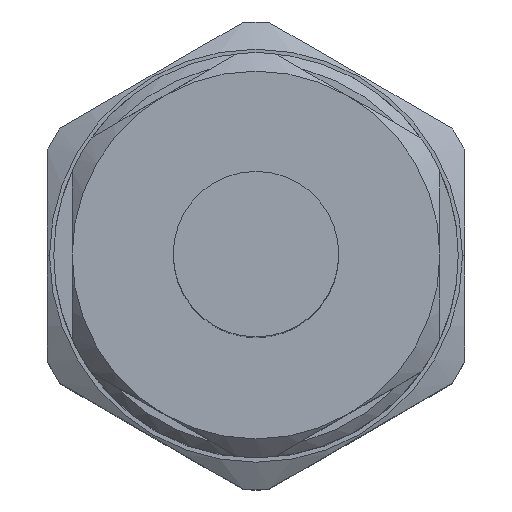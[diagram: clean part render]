
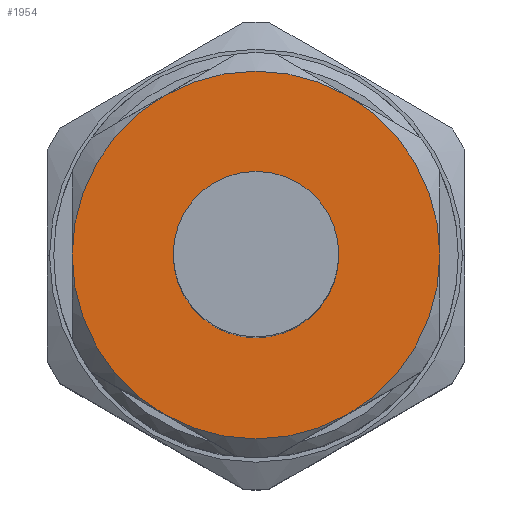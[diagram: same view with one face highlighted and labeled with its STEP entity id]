
A CAD part, top view. The second image highlights one B-rep face of the part: STEP entity #1954.
In plain terms, the highlighted planar face has unit normal (0, 0, 1).
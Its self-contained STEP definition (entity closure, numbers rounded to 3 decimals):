
#237 = DIRECTION ( 'NONE',  ( 0., 0., -1. ) ) ;
#239 = CARTESIAN_POINT ( 'NONE',  ( -3.5, 0., -10. ) ) ;
#267 = CARTESIAN_POINT ( 'NONE',  ( 0., 0., -10. ) ) ;
#381 = FACE_OUTER_BOUND ( 'NONE', #1452, .T. ) ;
#407 = CIRCLE ( 'NONE', #1593, 3.5 ) ;
#430 = ORIENTED_EDGE ( 'NONE', *, *, #3057, .T. ) ;
#486 = AXIS2_PLACEMENT_3D ( 'NONE', #761, #1241, #2928 ) ;
#506 = DIRECTION ( 'NONE',  ( -1., 0., 0. ) ) ;
#626 = AXIS2_PLACEMENT_3D ( 'NONE', #2994, #788, #2443 ) ;
#646 = DIRECTION ( 'NONE',  ( 0., 0., -1. ) ) ;
#705 = EDGE_CURVE ( 'NONE', #1793, #1755, #1754, .T. ) ;
#710 = CARTESIAN_POINT ( 'NONE',  ( 0., 0., -10. ) ) ;
#715 = VERTEX_POINT ( 'NONE', #2469 ) ;
#724 = CARTESIAN_POINT ( 'NONE',  ( -1.75, 3.031, -10. ) ) ;
#761 = CARTESIAN_POINT ( 'NONE',  ( 0., 3.5, -10. ) ) ;
#788 = DIRECTION ( 'NONE',  ( 0., 0., -1. ) ) ;
#812 = ORIENTED_EDGE ( 'NONE', *, *, #2578, .T. ) ;
#866 = DIRECTION ( 'NONE',  ( 0., 0., -1. ) ) ;
#888 = CARTESIAN_POINT ( 'NONE',  ( 1.75, 3.031, -10. ) ) ;
#943 = DIRECTION ( 'NONE',  ( -1., 0., 0. ) ) ;
#952 = CIRCLE ( 'NONE', #2115, 3.5 ) ;
#969 = DIRECTION ( 'NONE',  ( 0., 0., -1. ) ) ;
#982 = CARTESIAN_POINT ( 'NONE',  ( 0., 0., -10. ) ) ;
#1004 = VERTEX_POINT ( 'NONE', #2384 ) ;
#1028 = CIRCLE ( 'NONE', #1848, 1.575 ) ;
#1217 = DIRECTION ( 'NONE',  ( -1., 0., 0. ) ) ;
#1241 = DIRECTION ( 'NONE',  ( 0., 0., 1. ) ) ;
#1244 = ORIENTED_EDGE ( 'NONE', *, *, #1880, .F. ) ;
#1345 = EDGE_CURVE ( 'NONE', #1004, #1793, #952, .T. ) ;
#1348 = ORIENTED_EDGE ( 'NONE', *, *, #705, .F. ) ;
#1452 = EDGE_LOOP ( 'NONE', ( #1244, #1348, #1716, #1586, #1540, #2552 ) ) ;
#1540 = ORIENTED_EDGE ( 'NONE', *, *, #2198, .F. ) ;
#1572 = VERTEX_POINT ( 'NONE', #3047 ) ;
#1586 = ORIENTED_EDGE ( 'NONE', *, *, #2794, .F. ) ;
#1593 = AXIS2_PLACEMENT_3D ( 'NONE', #982, #2675, #1217 ) ;
#1604 = VERTEX_POINT ( 'NONE', #888 ) ;
#1620 = CIRCLE ( 'NONE', #3069, 3.5 ) ;
#1674 = AXIS2_PLACEMENT_3D ( 'NONE', #710, #2390, #943 ) ;
#1675 = CARTESIAN_POINT ( 'NONE',  ( 0., 0., -10. ) ) ;
#1712 = PLANE ( 'NONE',  #486 ) ;
#1716 = ORIENTED_EDGE ( 'NONE', *, *, #1345, .F. ) ;
#1746 = CIRCLE ( 'NONE', #1674, 3.5 ) ;
#1754 = CIRCLE ( 'NONE', #626, 3.5 ) ;
#1755 = VERTEX_POINT ( 'NONE', #239 ) ;
#1793 = VERTEX_POINT ( 'NONE', #2850 ) ;
#1815 = AXIS2_PLACEMENT_3D ( 'NONE', #2083, #646, #2322 ) ;
#1825 = EDGE_CURVE ( 'NONE', #2733, #1604, #1746, .T. ) ;
#1848 = AXIS2_PLACEMENT_3D ( 'NONE', #1675, #237, #1916 ) ;
#1880 = EDGE_CURVE ( 'NONE', #1755, #2733, #3021, .T. ) ;
#1902 = CARTESIAN_POINT ( 'NONE',  ( 1.575, 0., -10. ) ) ;
#1916 = DIRECTION ( 'NONE',  ( -1., 0., 0. ) ) ;
#1950 = DIRECTION ( 'NONE',  ( 0., 0., -1. ) ) ;
#1954 = ADVANCED_FACE ( 'NONE', ( #2302, #381 ), #1712, .T. ) ;
#2010 = AXIS2_PLACEMENT_3D ( 'NONE', #2413, #969, #2659 ) ;
#2083 = CARTESIAN_POINT ( 'NONE',  ( 0., 0., -10. ) ) ;
#2115 = AXIS2_PLACEMENT_3D ( 'NONE', #267, #1950, #506 ) ;
#2153 = CIRCLE ( 'NONE', #1815, 1.575 ) ;
#2198 = EDGE_CURVE ( 'NONE', #1604, #1572, #1620, .T. ) ;
#2207 = EDGE_LOOP ( 'NONE', ( #430, #812 ) ) ;
#2302 = FACE_BOUND ( 'NONE', #2207, .T. ) ;
#2308 = CARTESIAN_POINT ( 'NONE',  ( 0., 0., -10. ) ) ;
#2322 = DIRECTION ( 'NONE',  ( -1., 0., 0. ) ) ;
#2384 = CARTESIAN_POINT ( 'NONE',  ( 1.75, -3.031, -10. ) ) ;
#2390 = DIRECTION ( 'NONE',  ( 0., 0., -1. ) ) ;
#2413 = CARTESIAN_POINT ( 'NONE',  ( 0., 0., -10. ) ) ;
#2443 = DIRECTION ( 'NONE',  ( -1., 0., 0. ) ) ;
#2469 = CARTESIAN_POINT ( 'NONE',  ( -1.575, 0., -10. ) ) ;
#2552 = ORIENTED_EDGE ( 'NONE', *, *, #1825, .F. ) ;
#2558 = DIRECTION ( 'NONE',  ( -1., 0., 0. ) ) ;
#2578 = EDGE_CURVE ( 'NONE', #3050, #715, #2153, .T. ) ;
#2659 = DIRECTION ( 'NONE',  ( -1., 0., 0. ) ) ;
#2675 = DIRECTION ( 'NONE',  ( 0., 0., -1. ) ) ;
#2733 = VERTEX_POINT ( 'NONE', #724 ) ;
#2794 = EDGE_CURVE ( 'NONE', #1572, #1004, #407, .T. ) ;
#2850 = CARTESIAN_POINT ( 'NONE',  ( -1.75, -3.031, -10. ) ) ;
#2928 = DIRECTION ( 'NONE',  ( 1., 0., 0. ) ) ;
#2994 = CARTESIAN_POINT ( 'NONE',  ( 0., 0., -10. ) ) ;
#3021 = CIRCLE ( 'NONE', #2010, 3.5 ) ;
#3047 = CARTESIAN_POINT ( 'NONE',  ( 3.5, 0., -10. ) ) ;
#3050 = VERTEX_POINT ( 'NONE', #1902 ) ;
#3057 = EDGE_CURVE ( 'NONE', #715, #3050, #1028, .T. ) ;
#3069 = AXIS2_PLACEMENT_3D ( 'NONE', #2308, #866, #2558 ) ;
